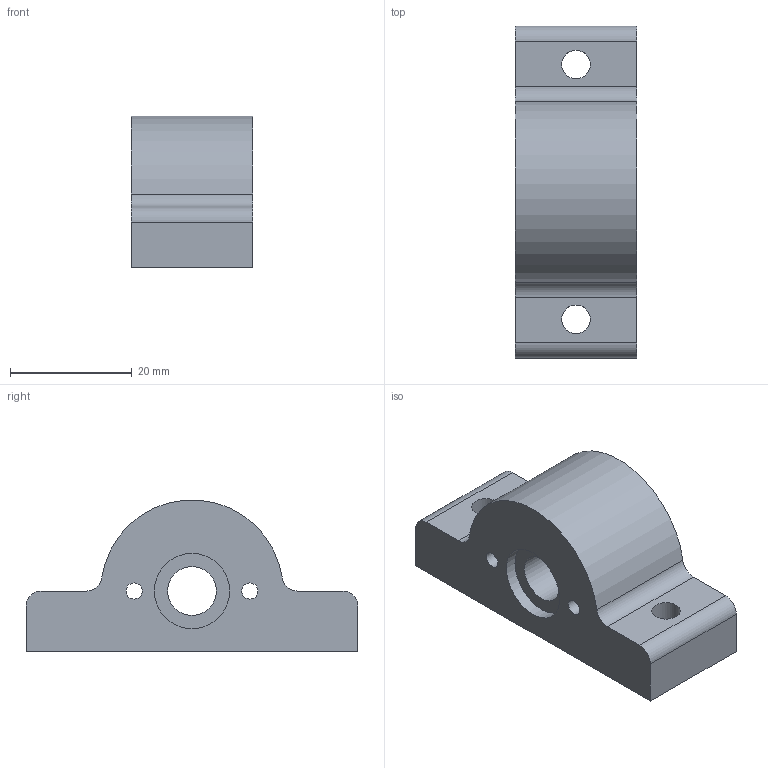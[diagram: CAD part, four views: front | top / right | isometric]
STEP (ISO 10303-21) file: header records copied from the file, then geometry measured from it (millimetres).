
FILE_DESCRIPTION(/* description */ ('STEP AP242','CAx-IF Rec.Pracs.---Representation and Presentation of Product Manufacturing Information (PMI)---4.0---2014-10-13','CAx-IF Rec.Pracs.---3D Tessellated Geometry---0.4---2014-09-14','2;1'),/* implementation_level */ '2;1');
FILE_NAME(/* name */ '6248b8e842d78e7bac9ba918',/* time_stamp */ '2022-04-02T20:58:16+00:00',/* author */ (''),/* organization */ (''),/* preprocessor_version */ 'ST-DEVELOPER v18.101',/* originating_system */ ' ',/* authorisation */ ' ');
FILE_SCHEMA (('AP242_MANAGED_MODEL_BASED_3D_ENGINEERING_MIM_LF { 1 0 10303 442 1 1 4 }'));
Length unit declared in the file: metre
Products named in the file (1): axle-mount-2
Bounding box: 20 x 54.6 x 24.95 mm (x, y, z)
Volume: 16263.7 mm3; surface area: 5611.8 mm2
Topology: 1 solids, 1 shells, 19 faces, 50 edges, 34 vertices
Faces by surface type: cylinder 11, plane 8
Full cylindrical faces by diameter (mm): 2.65 x2, 4.699 x2, 8 x1, 12.4 x1
Entity records: 596 total; most frequent: DIRECTION 104, CARTESIAN_POINT 94, ORIENTED_EDGE 84, EDGE_CURVE 42, AXIS2_PLACEMENT_3D 42, EDGE_LOOP 36, FACE_BOUND 36, VERTEX_POINT 32
